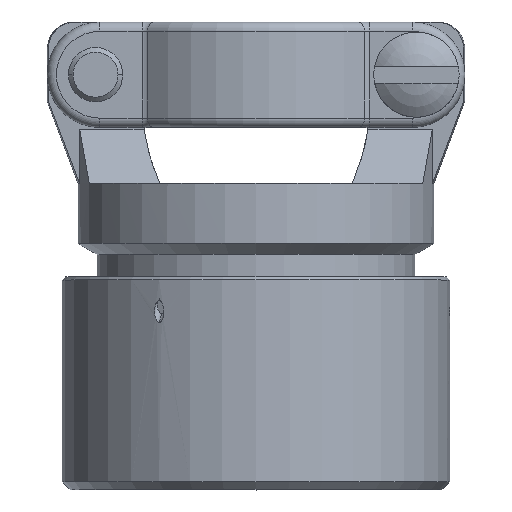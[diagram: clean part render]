
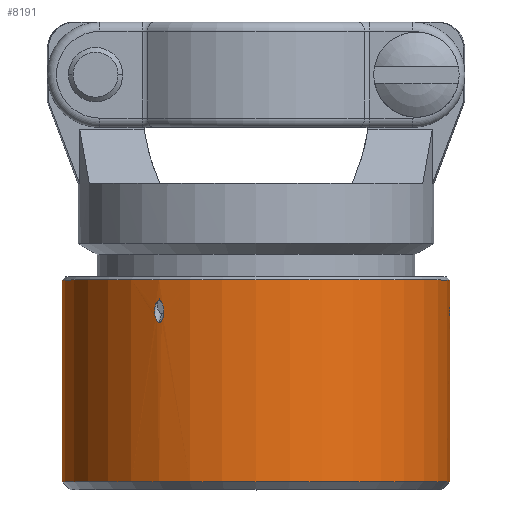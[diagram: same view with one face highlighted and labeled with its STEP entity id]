
A CAD part, top view. The second image highlights one B-rep face of the part: STEP entity #8191.
In plain terms, the highlighted cylindrical face has radius 12.495 mm (diameter 24.99 mm), a partial arc.
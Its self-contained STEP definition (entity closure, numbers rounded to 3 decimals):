
#1665=CARTESIAN_POINT('',(-6.248,-0.388,10.821));
#1666=CARTESIAN_POINT('',(-6.226,-0.388,
10.834));
#1667=CARTESIAN_POINT('',(-6.183,-0.398,
10.858));
#1668=CARTESIAN_POINT('',(-6.121,-0.445,
10.893));
#1669=CARTESIAN_POINT('',(-6.068,-0.513,
10.922));
#1670=CARTESIAN_POINT('',(-6.023,-0.604,
10.948));
#1671=CARTESIAN_POINT('',(-5.989,-0.705,
10.966));
#1672=CARTESIAN_POINT('',(-5.963,-0.814,
10.98));
#1673=CARTESIAN_POINT('',(-5.948,-0.929,
10.989));
#1674=CARTESIAN_POINT('',(-5.941,-1.048,
10.992));
#1675=CARTESIAN_POINT('',(-5.943,-1.167,
10.991));
#1676=CARTESIAN_POINT('',(-5.954,-1.284,
10.985));
#1677=CARTESIAN_POINT('',(-5.973,-1.396,
10.975));
#1678=CARTESIAN_POINT('',(-6.001,-1.5,
10.96));
#1679=CARTESIAN_POINT('',(-6.037,-1.595,
10.94));
#1680=CARTESIAN_POINT('',(-6.081,-1.676,
10.916));
#1681=CARTESIAN_POINT('',(-6.132,-1.739,
10.887));
#1682=CARTESIAN_POINT('',(-6.189,-1.779,
10.855));
#1683=CARTESIAN_POINT('',(-6.228,-1.788,
10.832));
#1684=CARTESIAN_POINT('',(-6.248,-1.788,10.821));
#1686=CARTESIAN_POINT('',(-6.248,-1.788,10.821));
#1687=CARTESIAN_POINT('',(-6.269,-1.788,
10.809));
#1688=CARTESIAN_POINT('',(-6.309,-1.778,
10.785));
#1689=CARTESIAN_POINT('',(-6.366,-1.735,
10.752));
#1690=CARTESIAN_POINT('',(-6.415,-1.672,
10.722));
#1691=CARTESIAN_POINT('',(-6.458,-1.59,
10.697));
#1692=CARTESIAN_POINT('',(-6.493,-1.494,
10.676));
#1693=CARTESIAN_POINT('',(-6.519,-1.389,
10.659));
#1694=CARTESIAN_POINT('',(-6.538,-1.277,
10.648));
#1695=CARTESIAN_POINT('',(-6.548,-1.16,
10.642));
#1696=CARTESIAN_POINT('',(-6.549,-1.04,
10.641));
#1697=CARTESIAN_POINT('',(-6.542,-0.921,
10.646));
#1698=CARTESIAN_POINT('',(-6.526,-0.807,
10.655));
#1699=CARTESIAN_POINT('',(-6.501,-0.698,
10.671));
#1700=CARTESIAN_POINT('',(-6.467,-0.597,
10.692));
#1701=CARTESIAN_POINT('',(-6.422,-0.509,
10.718));
#1702=CARTESIAN_POINT('',(-6.37,-0.441,
10.75));
#1703=CARTESIAN_POINT('',(-6.31,-0.398,
10.785));
#1704=CARTESIAN_POINT('',(-6.269,-0.388,
10.809));
#1705=CARTESIAN_POINT('',(-6.248,-0.388,10.821));
#1707=CARTESIAN_POINT('',(0.,0.955,0.));
#1708=DIRECTION('',(0.,1.,0.));
#1709=DIRECTION('',(-1.,0.,0.));
#1710=AXIS2_PLACEMENT_3D('',#1707,#1708,#1709);
#1712=CARTESIAN_POINT('',(12.495,-1.788,0.));
#1713=CARTESIAN_POINT('',(12.495,-1.788,0.024));
#1714=CARTESIAN_POINT('',(12.495,-1.778,
0.071));
#1715=CARTESIAN_POINT('',(12.494,-1.734,
0.139));
#1716=CARTESIAN_POINT('',(12.493,-1.669,
0.197));
#1717=CARTESIAN_POINT('',(12.493,-1.585,
0.247));
#1718=CARTESIAN_POINT('',(12.492,-1.485,
0.289));
#1719=CARTESIAN_POINT('',(12.491,-1.366,
0.322));
#1720=CARTESIAN_POINT('',(12.49,-1.235,
0.344));
#1721=CARTESIAN_POINT('',(12.49,-1.097,
0.352));
#1722=CARTESIAN_POINT('',(12.49,-0.957,
0.347));
#1723=CARTESIAN_POINT('',(12.491,-0.822,
0.328));
#1724=CARTESIAN_POINT('',(12.492,-0.7,
0.296));
#1725=CARTESIAN_POINT('',(12.492,-0.595,
0.254));
#1726=CARTESIAN_POINT('',(12.493,-0.509,
0.202));
#1727=CARTESIAN_POINT('',(12.494,-0.443,
0.143));
#1728=CARTESIAN_POINT('',(12.495,-0.399,
0.074));
#1729=CARTESIAN_POINT('',(12.495,-0.388,0.025));
#1730=CARTESIAN_POINT('',(12.495,-0.388,0.));
#1732=CARTESIAN_POINT('',(0.,-12.065,0.));
#1733=DIRECTION('',(0.,1.,0.));
#1734=DIRECTION('',(-1.,0.,0.));
#1735=AXIS2_PLACEMENT_3D('',#1732,#1733,#1734);
#2055=DIRECTION('',(0.,1.,0.));
#2056=VECTOR('',#2055,13.02);
#2057=CARTESIAN_POINT('',(-12.495,-12.065,
0.));
#2058=LINE('',#2057,#2056);
#2064=DIRECTION('',(0.,1.,0.));
#2065=VECTOR('',#2064,10.277);
#2066=CARTESIAN_POINT('',(12.495,-12.065,
0.));
#2067=LINE('',#2066,#2065);
#2089=DIRECTION('',(0.,1.,0.));
#2090=VECTOR('',#2089,1.343);
#2091=CARTESIAN_POINT('',(12.495,-0.388,0.));
#2092=LINE('',#2091,#2090);
#5655=VERTEX_POINT('',#1712);
#5656=VERTEX_POINT('',#1730);
#5659=VERTEX_POINT('',#1665);
#5660=VERTEX_POINT('',#1684);
#5669=CARTESIAN_POINT('',(12.495,0.955,0.));
#5670=CARTESIAN_POINT('',(-12.495,0.955,0.));
#5671=VERTEX_POINT('',#5669);
#5672=VERTEX_POINT('',#5670);
#5673=CARTESIAN_POINT('',(-12.495,-12.065,
0.));
#5674=VERTEX_POINT('',#5673);
#5675=CARTESIAN_POINT('',(12.495,-12.065,0.));
#5676=VERTEX_POINT('',#5675);
#8167=CARTESIAN_POINT('',(0.,1.841,0.));
#8168=DIRECTION('',(0.,-1.,0.));
#8169=DIRECTION('',(-1.,0.,0.));
#8170=AXIS2_PLACEMENT_3D('',#8167,#8168,#8169);
#8171=CYLINDRICAL_SURFACE('',#8170,12.495);
#8173=ORIENTED_EDGE('',*,*,#8172,.T.);
#8175=ORIENTED_EDGE('',*,*,#8174,.F.);
#8177=ORIENTED_EDGE('',*,*,#8176,.F.);
#8179=ORIENTED_EDGE('',*,*,#8178,.F.);
#8180=ORIENTED_EDGE('',*,*,#8157,.F.);
#8182=ORIENTED_EDGE('',*,*,#8181,.T.);
#8183=EDGE_LOOP('',(#8173,#8175,#8177,#8179,#8180,#8182));
#8184=FACE_OUTER_BOUND('',#8183,.F.);
#8186=ORIENTED_EDGE('',*,*,#8185,.F.);
#8188=ORIENTED_EDGE('',*,*,#8187,.F.);
#8189=EDGE_LOOP('',(#8186,#8188));
#8190=FACE_BOUND('',#8189,.F.);
#8191=ADVANCED_FACE('',(#8184,#8190),#8171,.T.);
#1685=B_SPLINE_CURVE_WITH_KNOTS('',3,(#1665,#1666,#1667,#1668,#1669,#1670,#1671,
#1672,#1673,#1674,#1675,#1676,#1677,#1678,#1679,#1680,#1681,#1682,#1683,#1684),
.UNSPECIFIED.,.F.,.F.,(4,1,1,1,1,1,1,1,1,1,1,1,1,1,1,1,1,4),(0.,
0.059,0.118,0.176,0.235,
0.294,0.353,0.412,0.471,
0.529,0.588,0.647,0.706,
0.765,0.824,0.882,0.941,1.),
.UNSPECIFIED.);
#1706=B_SPLINE_CURVE_WITH_KNOTS('',3,(#1686,#1687,#1688,#1689,#1690,#1691,#1692,
#1693,#1694,#1695,#1696,#1697,#1698,#1699,#1700,#1701,#1702,#1703,#1704,#1705),
.UNSPECIFIED.,.F.,.F.,(4,1,1,1,1,1,1,1,1,1,1,1,1,1,1,1,1,4),(0.,
0.059,0.118,0.176,0.235,
0.294,0.353,0.412,0.471,
0.529,0.588,0.647,0.706,
0.765,0.824,0.882,0.941,1.),
.UNSPECIFIED.);
#1711=CIRCLE('',#1710,12.495);
#1731=B_SPLINE_CURVE_WITH_KNOTS('',3,(#1712,#1713,#1714,#1715,#1716,#1717,#1718,
#1719,#1720,#1721,#1722,#1723,#1724,#1725,#1726,#1727,#1728,#1729,#1730),
.UNSPECIFIED.,.F.,.F.,(4,1,1,1,1,1,1,1,1,1,1,1,1,1,1,1,4),(0.,0.063,0.125,
0.188,0.25,0.313,0.375,0.438,0.5,0.563,0.625,0.688,
0.75,0.813,0.875,0.938,1.),.UNSPECIFIED.);
#1736=CIRCLE('',#1735,12.495);
#8157=EDGE_CURVE('',#5674,#5676,#1736,.T.);
#8172=EDGE_CURVE('',#5672,#5671,#1711,.T.);
#8174=EDGE_CURVE('',#5656,#5671,#2092,.T.);
#8176=EDGE_CURVE('',#5655,#5656,#1731,.T.);
#8178=EDGE_CURVE('',#5676,#5655,#2067,.T.);
#8181=EDGE_CURVE('',#5674,#5672,#2058,.T.);
#8185=EDGE_CURVE('',#5659,#5660,#1685,.T.);
#8187=EDGE_CURVE('',#5660,#5659,#1706,.T.);
